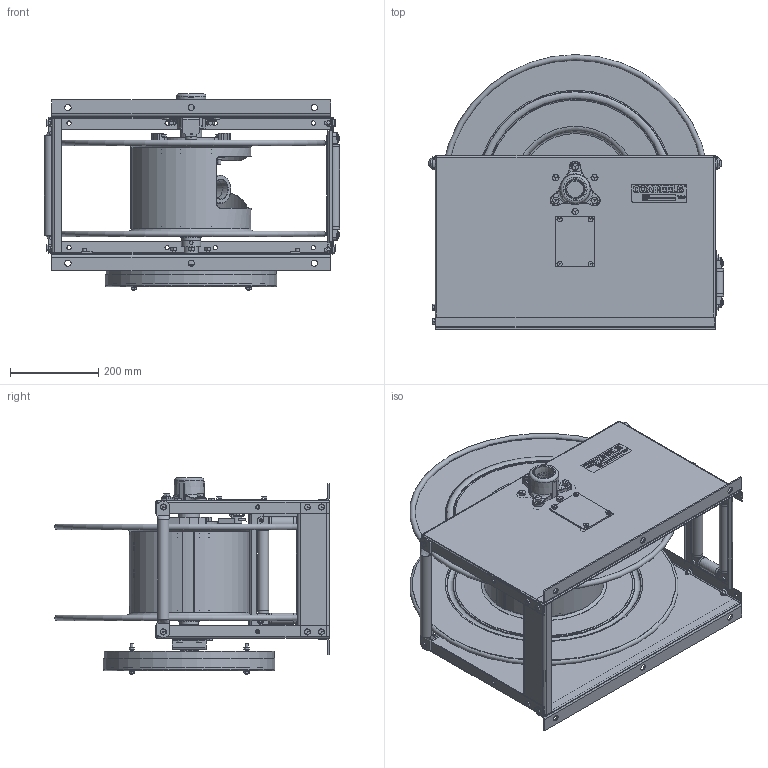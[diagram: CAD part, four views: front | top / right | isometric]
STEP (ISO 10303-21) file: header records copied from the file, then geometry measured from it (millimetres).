
FILE_DESCRIPTION(/* description */ (''),/* implementation_level */ '2;1');
FILE_NAME(/* name */ 'V-SLPL-825_SHARED.stp',/* time_stamp */ '2017-03-07T09:11:08-07:00',/* author */ ('jkusbel'),/* organization */ (''),/* preprocessor_version */ 'ST-DEVELOPER v15.6',/* originating_system */ 'Autodesk Inventor 2015',/* authorisation */ '');
FILE_SCHEMA (('AUTOMOTIVE_DESIGN { 1 0 10303 214 3 1 1 }'));
Length unit declared in the file: inch
Products named in the file (1): V-SLPL-825_SHARED
Bounding box: 669.03 x 622.3 x 445.64 mm (x, y, z)
Surface area: 3393791.2 mm2 (no closed solid volume)
Topology: 0 solids, 240 shells, 631 faces, 4721 edges, 4219 vertices
Faces by surface type: plane 440, cylinder 131, torus 29, bspline 18, cone 9, sphere 4
Full cylindrical faces by diameter (mm): 6.35 x4, 7.938 x12, 12.7 x2, 14.287 x6, 25.4 x15, 31.648 x1, 39.268 x1, 41.402 x1, 42.291 x1, 43.256 x1, 44.044 x1, 44.323 x1, 44.475 x1, 48.26 x2, 63.5 x1, 261.635 x1, 387.096 x1, 390.388 x1
Entity records: 46366 total; most frequent: CARTESIAN_POINT 13557, DIRECTION 5746, ORIENTED_EDGE 5205, EDGE_CURVE 4613, VERTEX_POINT 4193, LINE 2352, VECTOR 2352, AXIS2_PLACEMENT_3D 1697
